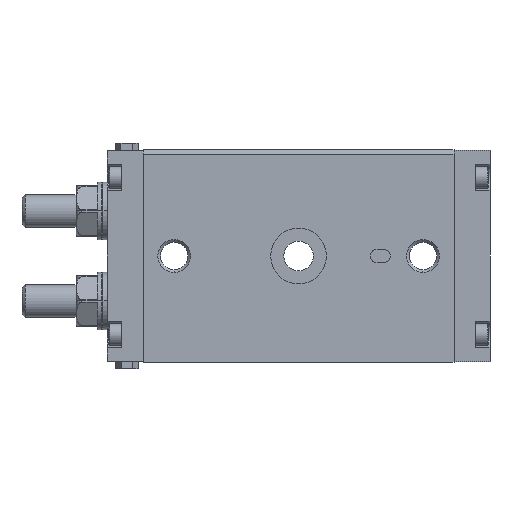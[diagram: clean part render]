
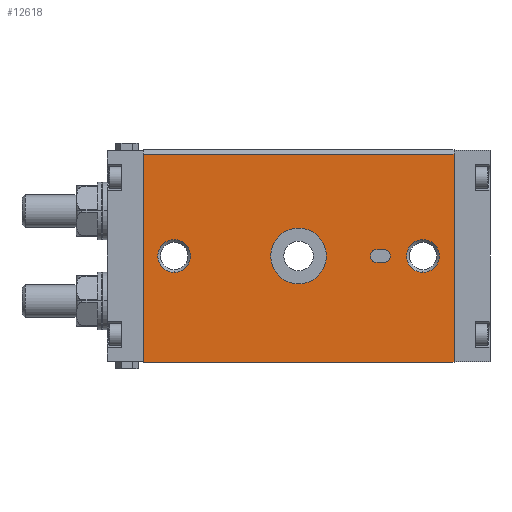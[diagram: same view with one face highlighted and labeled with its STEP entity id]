
A CAD part, front view. The second image highlights one B-rep face of the part: STEP entity #12618.
In plain terms, the highlighted planar face has unit normal (0, -1, 0).
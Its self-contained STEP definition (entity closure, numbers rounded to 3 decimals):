
#80 = CARTESIAN_POINT ( 'NONE',  ( 24., 0., -2. ) ) ;
#169 = VECTOR ( 'NONE', #1176, 1000. ) ;
#217 = EDGE_CURVE ( 'NONE', #8962, #11116, #881, .T. ) ;
#335 = EDGE_LOOP ( 'NONE', ( #3871, #7361, #12640, #5735 ) ) ;
#518 = ORIENTED_EDGE ( 'NONE', *, *, #3721, .F. ) ;
#641 = VERTEX_POINT ( 'NONE', #3369 ) ;
#881 = CIRCLE ( 'NONE', #9455, 2. ) ;
#929 = DIRECTION ( 'NONE',  ( 0., 1., 0. ) ) ;
#978 = DIRECTION ( 'NONE',  ( 0., -1., 0. ) ) ;
#1176 = DIRECTION ( 'NONE',  ( -1., 0., 0. ) ) ;
#1195 = VERTEX_POINT ( 'NONE', #10079 ) ;
#1440 = EDGE_CURVE ( 'NONE', #7524, #4627, #7236, .T. ) ;
#1939 = CARTESIAN_POINT ( 'NONE',  ( 24., 0., -2. ) ) ;
#2066 = CARTESIAN_POINT ( 'NONE',  ( -38., 0., -5. ) ) ;
#2082 = CARTESIAN_POINT ( 'NONE',  ( 0., 0., 8.5 ) ) ;
#2131 = DIRECTION ( 'NONE',  ( 0., 1., 0. ) ) ;
#2291 = VECTOR ( 'NONE', #5279, 1000. ) ;
#2615 = EDGE_CURVE ( 'NONE', #1195, #11324, #11956, .T. ) ;
#2647 = CARTESIAN_POINT ( 'NONE',  ( -38., 0., 0. ) ) ;
#2813 = CARTESIAN_POINT ( 'NONE',  ( 26., 0., 2. ) ) ;
#2853 = CIRCLE ( 'NONE', #10214, 8.5 ) ;
#2877 = EDGE_LOOP ( 'NONE', ( #11518, #7738 ) ) ;
#2969 = LINE ( 'NONE', #7500, #169 ) ;
#3059 = LINE ( 'NONE', #1939, #11423 ) ;
#3158 = CARTESIAN_POINT ( 'NONE',  ( 47.5, 0., 31.086 ) ) ;
#3240 = DIRECTION ( 'NONE',  ( 0., 0., -1. ) ) ;
#3335 = DIRECTION ( 'NONE',  ( 0., -1., 0. ) ) ;
#3369 = CARTESIAN_POINT ( 'NONE',  ( 24., 0., 2. ) ) ;
#3387 = CARTESIAN_POINT ( 'NONE',  ( 38., 0., 0. ) ) ;
#3403 = ORIENTED_EDGE ( 'NONE', *, *, #5957, .F. ) ;
#3555 = CIRCLE ( 'NONE', #11244, 5. ) ;
#3710 = DIRECTION ( 'NONE',  ( 0., 0., 1. ) ) ;
#3721 = EDGE_CURVE ( 'NONE', #5603, #8962, #3059, .T. ) ;
#3871 = ORIENTED_EDGE ( 'NONE', *, *, #9564, .T. ) ;
#3927 = EDGE_CURVE ( 'NONE', #12451, #13559, #3555, .T. ) ;
#4209 = CARTESIAN_POINT ( 'NONE',  ( 47.5, 0., 31.086 ) ) ;
#4299 = CARTESIAN_POINT ( 'NONE',  ( 26., 0., -2. ) ) ;
#4339 = VECTOR ( 'NONE', #3240, 1000. ) ;
#4342 = FACE_OUTER_BOUND ( 'NONE', #335, .T. ) ;
#4458 = DIRECTION ( 'NONE',  ( 0., 0., 1. ) ) ;
#4591 = LINE ( 'NONE', #12545, #13243 ) ;
#4627 = VERTEX_POINT ( 'NONE', #6336 ) ;
#4697 = FACE_BOUND ( 'NONE', #9866, .T. ) ;
#5042 = PLANE ( 'NONE',  #9204 ) ;
#5076 = CIRCLE ( 'NONE', #5786, 5. ) ;
#5279 = DIRECTION ( 'NONE',  ( -1., 0., 0. ) ) ;
#5342 = AXIS2_PLACEMENT_3D ( 'NONE', #12195, #5947, #13234 ) ;
#5603 = VERTEX_POINT ( 'NONE', #80 ) ;
#5635 = CARTESIAN_POINT ( 'NONE',  ( 24., 0., 0. ) ) ;
#5735 = ORIENTED_EDGE ( 'NONE', *, *, #8331, .T. ) ;
#5786 = AXIS2_PLACEMENT_3D ( 'NONE', #8433, #2131, #9502 ) ;
#5867 = AXIS2_PLACEMENT_3D ( 'NONE', #7249, #929, #8274 ) ;
#5947 = DIRECTION ( 'NONE',  ( 0., -1., 0. ) ) ;
#5948 = CIRCLE ( 'NONE', #11564, 5. ) ;
#5957 = EDGE_CURVE ( 'NONE', #11116, #641, #2969, .T. ) ;
#6178 = DIRECTION ( 'NONE',  ( -1., 0., 0. ) ) ;
#6190 = CARTESIAN_POINT ( 'NONE',  ( -47.5, 0., 31.086 ) ) ;
#6306 = DIRECTION ( 'NONE',  ( 0., 0., -1. ) ) ;
#6310 = VERTEX_POINT ( 'NONE', #12366 ) ;
#6336 = CARTESIAN_POINT ( 'NONE',  ( 0., 0., -8.5 ) ) ;
#6413 = CARTESIAN_POINT ( 'NONE',  ( 38., 0., 5. ) ) ;
#6701 = DIRECTION ( 'NONE',  ( 0., 0., -1. ) ) ;
#6878 = EDGE_CURVE ( 'NONE', #13559, #12451, #9841, .T. ) ;
#6907 = ORIENTED_EDGE ( 'NONE', *, *, #11839, .F. ) ;
#6996 = ORIENTED_EDGE ( 'NONE', *, *, #217, .F. ) ;
#7061 = VERTEX_POINT ( 'NONE', #6413 ) ;
#7139 = LINE ( 'NONE', #4209, #4339 ) ;
#7146 = FACE_BOUND ( 'NONE', #11869, .T. ) ;
#7161 = DIRECTION ( 'NONE',  ( 0., 0., 1. ) ) ;
#7236 = CIRCLE ( 'NONE', #5342, 8.5 ) ;
#7249 = CARTESIAN_POINT ( 'NONE',  ( -38., 0., 0. ) ) ;
#7297 = CARTESIAN_POINT ( 'NONE',  ( 0., 0., 0. ) ) ;
#7361 = ORIENTED_EDGE ( 'NONE', *, *, #2615, .F. ) ;
#7500 = CARTESIAN_POINT ( 'NONE',  ( 26., 0., 2. ) ) ;
#7524 = VERTEX_POINT ( 'NONE', #2082 ) ;
#7539 = EDGE_CURVE ( 'NONE', #7061, #8243, #5076, .T. ) ;
#7738 = ORIENTED_EDGE ( 'NONE', *, *, #3927, .T. ) ;
#8081 = EDGE_CURVE ( 'NONE', #8243, #7061, #5948, .T. ) ;
#8243 = VERTEX_POINT ( 'NONE', #13402 ) ;
#8274 = DIRECTION ( 'NONE',  ( 0., 0., 1. ) ) ;
#8322 = DIRECTION ( 'NONE',  ( 0., 0., -1. ) ) ;
#8331 = EDGE_CURVE ( 'NONE', #6310, #11823, #13127, .T. ) ;
#8433 = CARTESIAN_POINT ( 'NONE',  ( 38., 0., 0. ) ) ;
#8451 = AXIS2_PLACEMENT_3D ( 'NONE', #5635, #12939, #6701 ) ;
#8533 = CARTESIAN_POINT ( 'NONE',  ( -47.5, 0., -32.5 ) ) ;
#8962 = VERTEX_POINT ( 'NONE', #4299 ) ;
#8989 = EDGE_LOOP ( 'NONE', ( #518, #12676, #3403, #6996 ) ) ;
#9187 = VECTOR ( 'NONE', #6178, 1000. ) ;
#9204 = AXIS2_PLACEMENT_3D ( 'NONE', #12308, #10246, #7161 ) ;
#9314 = DIRECTION ( 'NONE',  ( 1., 0., 0. ) ) ;
#9455 = AXIS2_PLACEMENT_3D ( 'NONE', #9618, #3335, #10666 ) ;
#9502 = DIRECTION ( 'NONE',  ( 0., 0., 1. ) ) ;
#9539 = ORIENTED_EDGE ( 'NONE', *, *, #1440, .F. ) ;
#9564 = EDGE_CURVE ( 'NONE', #11823, #11324, #4591, .T. ) ;
#9618 = CARTESIAN_POINT ( 'NONE',  ( 26., 0., 0. ) ) ;
#9841 = CIRCLE ( 'NONE', #5867, 5. ) ;
#9866 = EDGE_LOOP ( 'NONE', ( #6907, #9539 ) ) ;
#9984 = DIRECTION ( 'NONE',  ( 0., 1., 0. ) ) ;
#10079 = CARTESIAN_POINT ( 'NONE',  ( 47.5, 0., -32.5 ) ) ;
#10214 = AXIS2_PLACEMENT_3D ( 'NONE', #7297, #978, #8322 ) ;
#10246 = DIRECTION ( 'NONE',  ( 0., 1., 0. ) ) ;
#10666 = DIRECTION ( 'NONE',  ( 0., 0., -1. ) ) ;
#10728 = DIRECTION ( 'NONE',  ( 0., 1., 0. ) ) ;
#10938 = EDGE_CURVE ( 'NONE', #641, #5603, #12253, .T. ) ;
#11116 = VERTEX_POINT ( 'NONE', #2813 ) ;
#11244 = AXIS2_PLACEMENT_3D ( 'NONE', #2647, #9984, #3710 ) ;
#11292 = ORIENTED_EDGE ( 'NONE', *, *, #7539, .T. ) ;
#11324 = VERTEX_POINT ( 'NONE', #8533 ) ;
#11423 = VECTOR ( 'NONE', #9314, 1000. ) ;
#11518 = ORIENTED_EDGE ( 'NONE', *, *, #6878, .T. ) ;
#11564 = AXIS2_PLACEMENT_3D ( 'NONE', #3387, #10728, #4458 ) ;
#11823 = VERTEX_POINT ( 'NONE', #6190 ) ;
#11839 = EDGE_CURVE ( 'NONE', #4627, #7524, #2853, .T. ) ;
#11869 = EDGE_LOOP ( 'NONE', ( #11933, #11292 ) ) ;
#11932 = EDGE_CURVE ( 'NONE', #6310, #1195, #7139, .T. ) ;
#11933 = ORIENTED_EDGE ( 'NONE', *, *, #8081, .T. ) ;
#11956 = LINE ( 'NONE', #12424, #9187 ) ;
#12045 = CARTESIAN_POINT ( 'NONE',  ( -38., 0., 5. ) ) ;
#12195 = CARTESIAN_POINT ( 'NONE',  ( 0., 0., 0. ) ) ;
#12253 = CIRCLE ( 'NONE', #8451, 2. ) ;
#12308 = CARTESIAN_POINT ( 'NONE',  ( 47.5, 0., 31.086 ) ) ;
#12366 = CARTESIAN_POINT ( 'NONE',  ( 47.5, 0., 31.086 ) ) ;
#12424 = CARTESIAN_POINT ( 'NONE',  ( -47.5, 0., -32.5 ) ) ;
#12451 = VERTEX_POINT ( 'NONE', #12045 ) ;
#12545 = CARTESIAN_POINT ( 'NONE',  ( -47.5, 0., 31.086 ) ) ;
#12618 = ADVANCED_FACE ( 'NONE', ( #7146, #13020, #4697, #12680, #4342 ), #5042, .F. ) ;
#12640 = ORIENTED_EDGE ( 'NONE', *, *, #11932, .F. ) ;
#12676 = ORIENTED_EDGE ( 'NONE', *, *, #10938, .F. ) ;
#12680 = FACE_BOUND ( 'NONE', #8989, .T. ) ;
#12939 = DIRECTION ( 'NONE',  ( 0., -1., 0. ) ) ;
#13020 = FACE_BOUND ( 'NONE', #2877, .T. ) ;
#13127 = LINE ( 'NONE', #3158, #2291 ) ;
#13234 = DIRECTION ( 'NONE',  ( 0., 0., -1. ) ) ;
#13243 = VECTOR ( 'NONE', #6306, 1000. ) ;
#13402 = CARTESIAN_POINT ( 'NONE',  ( 38., 0., -5. ) ) ;
#13559 = VERTEX_POINT ( 'NONE', #2066 ) ;
